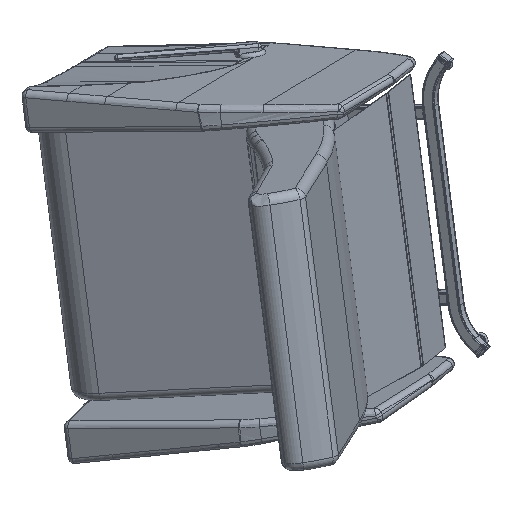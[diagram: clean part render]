
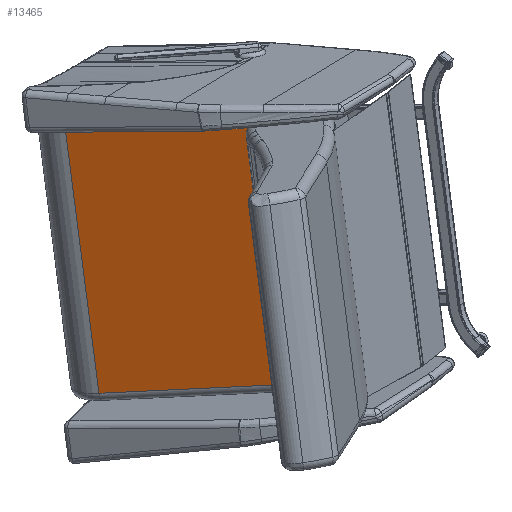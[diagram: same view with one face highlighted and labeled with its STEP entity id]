
A CAD part, isometric view. The second image highlights one B-rep face of the part: STEP entity #13465.
In plain terms, the highlighted face is planar.
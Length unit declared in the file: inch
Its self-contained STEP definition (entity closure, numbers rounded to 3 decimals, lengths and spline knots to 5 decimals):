
#498=PLANE('',#14710);
#1043=LINE('',#24140,#1935);
#1049=LINE('',#24159,#1941);
#1050=LINE('',#24161,#1942);
#1051=LINE('',#24162,#1943);
#1935=VECTOR('',#16661,0.3937);
#1941=VECTOR('',#16685,0.3937);
#1942=VECTOR('',#16686,0.3937);
#1943=VECTOR('',#16687,0.3937);
#3141=FACE_OUTER_BOUND('',#3987,.T.);
#3987=EDGE_LOOP('',(#9750,#9751,#9752,#9753));
#5934=VERTEX_POINT('',#24137);
#5935=VERTEX_POINT('',#24139);
#5939=VERTEX_POINT('',#24158);
#5940=VERTEX_POINT('',#24160);
#7335=EDGE_CURVE('',#5934,#5935,#1043,.T.);
#7345=EDGE_CURVE('',#5934,#5939,#1049,.T.);
#7346=EDGE_CURVE('',#5940,#5939,#1050,.T.);
#7347=EDGE_CURVE('',#5935,#5940,#1051,.T.);
#9750=ORIENTED_EDGE('',*,*,#7335,.F.);
#9751=ORIENTED_EDGE('',*,*,#7345,.T.);
#9752=ORIENTED_EDGE('',*,*,#7346,.F.);
#9753=ORIENTED_EDGE('',*,*,#7347,.F.);
#13465=ADVANCED_FACE('',(#3141),#498,.T.);
#14710=AXIS2_PLACEMENT_3D('',#24157,#16683,#16684);
#16661=DIRECTION('',(0.,-1.,0.));
#16683=DIRECTION('center_axis',(-1.,0.,0.));
#16684=DIRECTION('ref_axis',(0.,1.,0.));
#16685=DIRECTION('',(0.,0.,-1.));
#16686=DIRECTION('',(0.,1.,0.));
#16687=DIRECTION('',(0.,0.,-1.));
#24137=CARTESIAN_POINT('',(0.06328,23.50199,-0.75));
#24139=CARTESIAN_POINT('',(0.06328,3.00199,-0.75));
#24140=CARTESIAN_POINT('',(0.06328,12.10103,-0.75));
#24157=CARTESIAN_POINT('Origin',(0.06328,11.62499,0.));
#24158=CARTESIAN_POINT('',(0.06328,23.50199,-22.25));
#24159=CARTESIAN_POINT('',(0.06328,23.50199,0.));
#24160=CARTESIAN_POINT('',(0.06328,3.00199,-22.25));
#24161=CARTESIAN_POINT('',(0.06328,12.10103,-22.25));
#24162=CARTESIAN_POINT('',(0.06328,3.00199,0.));
